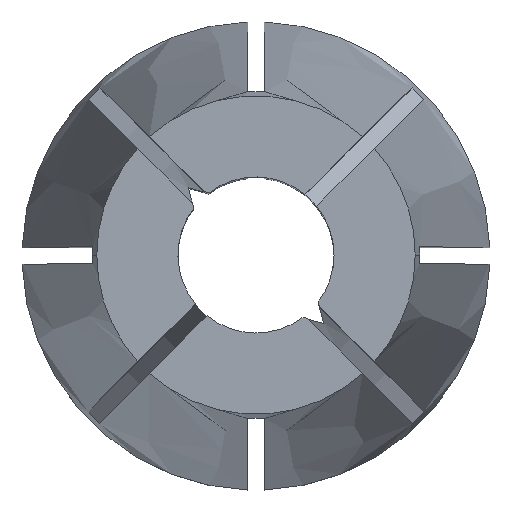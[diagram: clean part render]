
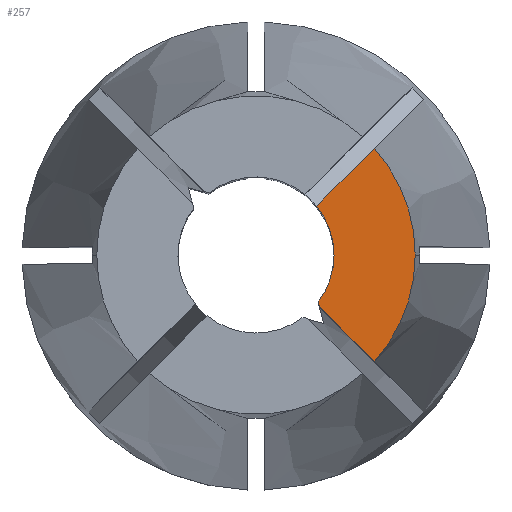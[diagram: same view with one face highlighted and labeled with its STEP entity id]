
A CAD part, top view. The second image highlights one B-rep face of the part: STEP entity #257.
In plain terms, the highlighted planar face has unit normal (0, 0, 1).
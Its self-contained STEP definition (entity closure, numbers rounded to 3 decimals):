
#32 = CARTESIAN_POINT ( 'NONE',  ( 5.308, -4.778, 0. ) ) ;
#67 = CARTESIAN_POINT ( 'NONE',  ( 5.308, 4.778, 0. ) ) ;
#92 = CIRCLE ( 'NONE', #931, 3.5 ) ;
#100 = VERTEX_POINT ( 'NONE', #2204 ) ;
#134 = EDGE_CURVE ( 'NONE', #440, #442, #92, .T. ) ;
#138 = CARTESIAN_POINT ( 'NONE',  ( 2.846, -2.316, 0. ) ) ;
#168 = FACE_OUTER_BOUND ( 'NONE', #372, .T. ) ;
#169 = EDGE_CURVE ( 'NONE', #614, #812, #2226, .T. ) ;
#190 = CARTESIAN_POINT ( 'NONE',  ( 0., 0., 0. ) ) ;
#248 = ORIENTED_EDGE ( 'NONE', *, *, #2196, .F. ) ;
#256 = DIRECTION ( 'NONE',  ( -0.259, 0.966, 0. ) ) ;
#257 = ADVANCED_FACE ( 'NONE', ( #168 ), #1775, .F. ) ;
#289 = ORIENTED_EDGE ( 'NONE', *, *, #1854, .F. ) ;
#367 = LINE ( 'NONE', #969, #1260 ) ;
#372 = EDGE_LOOP ( 'NONE', ( #1905, #248, #289, #2287, #735, #1787, #1230 ) ) ;
#440 = VERTEX_POINT ( 'NONE', #1852 ) ;
#442 = VERTEX_POINT ( 'NONE', #1711 ) ;
#507 = LINE ( 'NONE', #1628, #910 ) ;
#564 = EDGE_CURVE ( 'NONE', #442, #100, #1032, .T. ) ;
#595 = AXIS2_PLACEMENT_3D ( 'NONE', #712, #2260, #1059 ) ;
#614 = VERTEX_POINT ( 'NONE', #1443 ) ;
#712 = CARTESIAN_POINT ( 'NONE',  ( 0., 0., 0. ) ) ;
#735 = ORIENTED_EDGE ( 'NONE', *, *, #169, .T. ) ;
#812 = VERTEX_POINT ( 'NONE', #67 ) ;
#819 = AXIS2_PLACEMENT_3D ( 'NONE', #1395, #1241, #1422 ) ;
#844 = VERTEX_POINT ( 'NONE', #32 ) ;
#910 = VECTOR ( 'NONE', #1647, 1000. ) ;
#931 = AXIS2_PLACEMENT_3D ( 'NONE', #1745, #1599, #1595 ) ;
#969 = CARTESIAN_POINT ( 'NONE',  ( 0.265, 0.265, 0. ) ) ;
#1032 = CIRCLE ( 'NONE', #2001, 3.5 ) ;
#1040 = EDGE_CURVE ( 'NONE', #100, #812, #507, .T. ) ;
#1059 = DIRECTION ( 'NONE',  ( -1., 0., 0. ) ) ;
#1163 = DIRECTION ( 'NONE',  ( -0.707, 0.707, 0. ) ) ;
#1176 = CARTESIAN_POINT ( 'NONE',  ( 0., 0., 0. ) ) ;
#1230 = ORIENTED_EDGE ( 'NONE', *, *, #564, .F. ) ;
#1241 = DIRECTION ( 'NONE',  ( 0., 0., 1. ) ) ;
#1256 = DIRECTION ( 'NONE',  ( 1., 0., 0. ) ) ;
#1260 = VECTOR ( 'NONE', #1163, 1000. ) ;
#1294 = CIRCLE ( 'NONE', #1759, 7.141 ) ;
#1298 = VERTEX_POINT ( 'NONE', #138 ) ;
#1336 = EDGE_CURVE ( 'NONE', #844, #614, #1294, .T. ) ;
#1348 = DIRECTION ( 'NONE',  ( 0., 0., 1. ) ) ;
#1363 = DIRECTION ( 'NONE',  ( 1., 0., 0. ) ) ;
#1369 = VECTOR ( 'NONE', #256, 1000. ) ;
#1395 = CARTESIAN_POINT ( 'NONE',  ( 0., 0., 0. ) ) ;
#1422 = DIRECTION ( 'NONE',  ( 1., 0., 0. ) ) ;
#1443 = CARTESIAN_POINT ( 'NONE',  ( 7.141, 0., 0. ) ) ;
#1595 = DIRECTION ( 'NONE',  ( 1., 0., 0. ) ) ;
#1599 = DIRECTION ( 'NONE',  ( 0., 0., 1. ) ) ;
#1628 = CARTESIAN_POINT ( 'NONE',  ( 0.265, -0.265, 0. ) ) ;
#1647 = DIRECTION ( 'NONE',  ( 0.707, 0.707, 0. ) ) ;
#1711 = CARTESIAN_POINT ( 'NONE',  ( 3.5, 0., 0. ) ) ;
#1745 = CARTESIAN_POINT ( 'NONE',  ( 0., 0., 0. ) ) ;
#1759 = AXIS2_PLACEMENT_3D ( 'NONE', #1176, #1348, #1363 ) ;
#1775 = PLANE ( 'NONE',  #595 ) ;
#1787 = ORIENTED_EDGE ( 'NONE', *, *, #1040, .F. ) ;
#1852 = CARTESIAN_POINT ( 'NONE',  ( 2.792, -2.111, 0. ) ) ;
#1854 = EDGE_CURVE ( 'NONE', #844, #1298, #367, .T. ) ;
#1905 = ORIENTED_EDGE ( 'NONE', *, *, #134, .F. ) ;
#2001 = AXIS2_PLACEMENT_3D ( 'NONE', #190, #2301, #1256 ) ;
#2187 = CARTESIAN_POINT ( 'NONE',  ( 2.792, -2.111, 0. ) ) ;
#2196 = EDGE_CURVE ( 'NONE', #1298, #440, #2300, .T. ) ;
#2204 = CARTESIAN_POINT ( 'NONE',  ( 2.726, 2.195, 0. ) ) ;
#2226 = CIRCLE ( 'NONE', #819, 7.141 ) ;
#2260 = DIRECTION ( 'NONE',  ( 0., 0., -1. ) ) ;
#2287 = ORIENTED_EDGE ( 'NONE', *, *, #1336, .T. ) ;
#2300 = LINE ( 'NONE', #2187, #1369 ) ;
#2301 = DIRECTION ( 'NONE',  ( 0., 0., 1. ) ) ;
